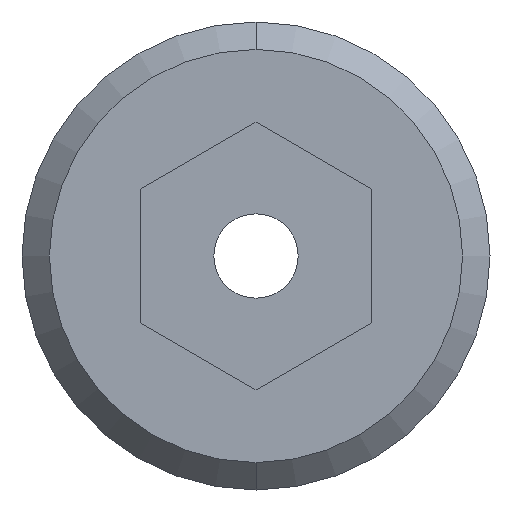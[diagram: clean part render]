
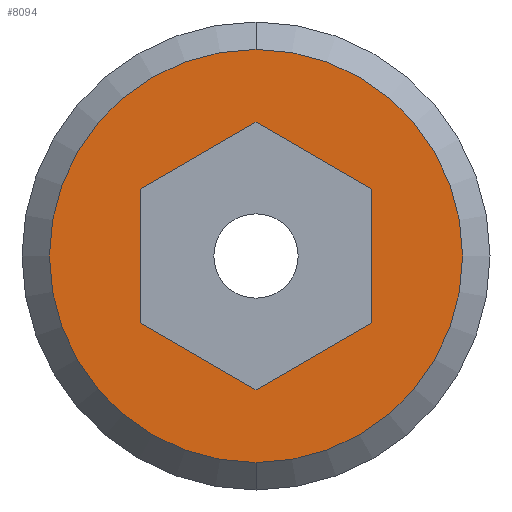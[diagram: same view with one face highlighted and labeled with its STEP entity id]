
A CAD part, left-side view. The second image highlights one B-rep face of the part: STEP entity #8094.
In plain terms, the highlighted planar face has unit normal (-1, 0, 0).
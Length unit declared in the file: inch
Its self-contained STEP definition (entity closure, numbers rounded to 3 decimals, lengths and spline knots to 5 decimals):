
#3819=CARTESIAN_POINT('',(-0.136,0.,0.));
#3820=DIRECTION('',(-1.,0.,0.));
#3821=DIRECTION('',(0.,1.,0.));
#3822=AXIS2_PLACEMENT_3D('',#3819,#3820,#3821);
#3837=DIRECTION('',(0.,0.5,0.866));
#3838=VECTOR('',#3837,0.06351);
#3839=CARTESIAN_POINT('',(-0.136,0.03175,-0.055));
#3840=LINE('',#3839,#3838);
#3841=DIRECTION('',(0.,1.,0.));
#3842=VECTOR('',#3841,0.06351);
#3843=CARTESIAN_POINT('',(-0.136,-0.03175,-0.055));
#3844=LINE('',#3843,#3842);
#3845=DIRECTION('',(0.,0.5,-0.866));
#3846=VECTOR('',#3845,0.06351);
#3847=CARTESIAN_POINT('',(-0.136,-0.06351,0.));
#3848=LINE('',#3847,#3846);
#3849=DIRECTION('',(0.,-0.5,-0.866));
#3850=VECTOR('',#3849,0.06351);
#3851=CARTESIAN_POINT('',(-0.136,-0.03175,0.055));
#3852=LINE('',#3851,#3850);
#3853=DIRECTION('',(0.,-1.,0.));
#3854=VECTOR('',#3853,0.06351);
#3855=CARTESIAN_POINT('',(-0.136,0.03175,0.055));
#3856=LINE('',#3855,#3854);
#3857=DIRECTION('',(0.,-0.5,0.866));
#3858=VECTOR('',#3857,0.06351);
#3859=CARTESIAN_POINT('',(-0.136,0.06351,0.));
#3860=LINE('',#3859,#3858);
#3861=CARTESIAN_POINT('',(-0.136,0.,0.));
#3862=DIRECTION('',(1.,0.,0.));
#3863=DIRECTION('',(0.,1.,0.));
#3864=AXIS2_PLACEMENT_3D('',#3861,#3862,#3863);
#4117=CARTESIAN_POINT('',(-0.136,0.098,0.));
#4118=CARTESIAN_POINT('',(-0.136,-0.098,0.));
#4119=VERTEX_POINT('',#4117);
#4120=VERTEX_POINT('',#4118);
#4137=CARTESIAN_POINT('',(-0.136,0.03175,-0.055));
#4138=CARTESIAN_POINT('',(-0.136,0.06351,0.));
#4139=VERTEX_POINT('',#4137);
#4140=VERTEX_POINT('',#4138);
#4141=CARTESIAN_POINT('',(-0.136,-0.03175,-0.055));
#4142=VERTEX_POINT('',#4141);
#4143=CARTESIAN_POINT('',(-0.136,-0.06351,0.));
#4144=VERTEX_POINT('',#4143);
#4145=CARTESIAN_POINT('',(-0.136,-0.03175,0.055));
#4146=VERTEX_POINT('',#4145);
#4147=CARTESIAN_POINT('',(-0.136,0.03175,0.055));
#4148=VERTEX_POINT('',#4147);
#8070=CARTESIAN_POINT('',(-0.136,0.,0.));
#8071=DIRECTION('',(1.,0.,0.));
#8072=DIRECTION('',(0.,-1.,0.));
#8073=AXIS2_PLACEMENT_3D('',#8070,#8071,#8072);
#8074=PLANE('',#8073);
#8075=ORIENTED_EDGE('',*,*,#8060,.F.);
#8077=ORIENTED_EDGE('',*,*,#8076,.T.);
#8078=EDGE_LOOP('',(#8075,#8077));
#8079=FACE_OUTER_BOUND('',#8078,.F.);
#8081=ORIENTED_EDGE('',*,*,#8080,.F.);
#8083=ORIENTED_EDGE('',*,*,#8082,.F.);
#8085=ORIENTED_EDGE('',*,*,#8084,.F.);
#8087=ORIENTED_EDGE('',*,*,#8086,.F.);
#8089=ORIENTED_EDGE('',*,*,#8088,.F.);
#8091=ORIENTED_EDGE('',*,*,#8090,.F.);
#8092=EDGE_LOOP('',(#8081,#8083,#8085,#8087,#8089,#8091));
#8093=FACE_BOUND('',#8092,.F.);
#3823=CIRCLE('',#3822,0.098);
#3865=CIRCLE('',#3864,0.098);
#8060=EDGE_CURVE('',#4119,#4120,#3823,.T.);
#8076=EDGE_CURVE('',#4119,#4120,#3865,.T.);
#8080=EDGE_CURVE('',#4139,#4140,#3840,.T.);
#8082=EDGE_CURVE('',#4142,#4139,#3844,.T.);
#8084=EDGE_CURVE('',#4144,#4142,#3848,.T.);
#8086=EDGE_CURVE('',#4146,#4144,#3852,.T.);
#8088=EDGE_CURVE('',#4148,#4146,#3856,.T.);
#8090=EDGE_CURVE('',#4140,#4148,#3860,.T.);
#8094=ADVANCED_FACE('',(#8079,#8093),#8074,.F.);
